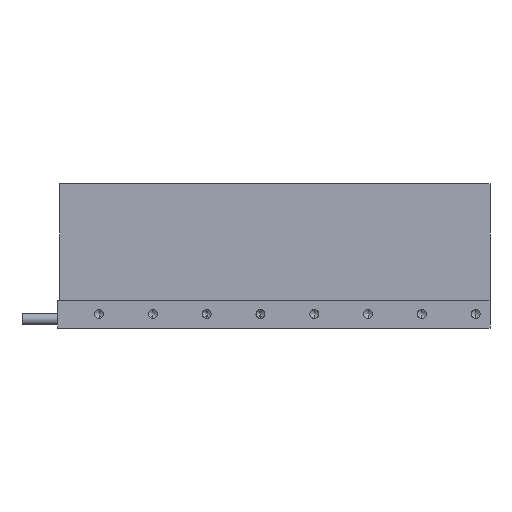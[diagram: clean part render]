
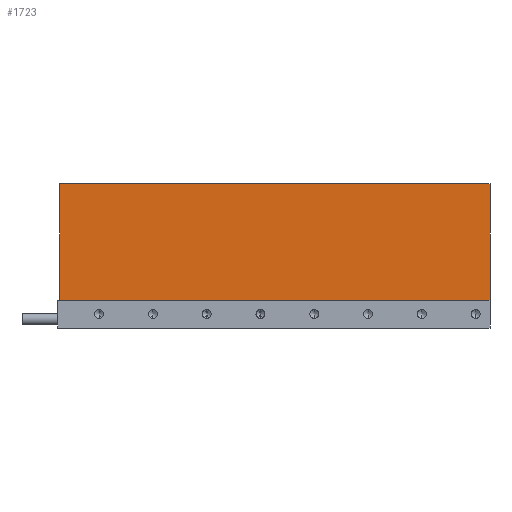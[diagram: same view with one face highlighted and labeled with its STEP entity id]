
A CAD part, front view. The second image highlights one B-rep face of the part: STEP entity #1723.
In plain terms, the highlighted planar face has unit normal (0, -1, 0).
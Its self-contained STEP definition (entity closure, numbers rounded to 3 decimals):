
#34 = FACE_OUTER_BOUND ( 'NONE', #2834, .T. ) ;
#104 = DIRECTION ( 'NONE',  ( 0., 0., -1. ) ) ;
#378 = EDGE_CURVE ( 'NONE', #765, #3422, #791, .T. ) ;
#552 = DIRECTION ( 'NONE',  ( 1., 0., 0. ) ) ;
#622 = CARTESIAN_POINT ( 'NONE',  ( 241., 15.5, 80.4 ) ) ;
#672 = CARTESIAN_POINT ( 'NONE',  ( 241., 15.5, 80.4 ) ) ;
#712 = EDGE_CURVE ( 'NONE', #3329, #2538, #725, .T. ) ;
#725 = LINE ( 'NONE', #1326, #2142 ) ;
#765 = VERTEX_POINT ( 'NONE', #3538 ) ;
#791 = LINE ( 'NONE', #1984, #1710 ) ;
#927 = DIRECTION ( 'NONE',  ( 0., 1., 0. ) ) ;
#951 = EDGE_CURVE ( 'NONE', #3422, #2538, #3355, .T. ) ;
#1326 = CARTESIAN_POINT ( 'NONE',  ( 241., 15.5, 15.6 ) ) ;
#1359 = CARTESIAN_POINT ( 'NONE',  ( 241., 15.5, 80.4 ) ) ;
#1485 = CARTESIAN_POINT ( 'NONE',  ( 241., 15.5, 15.6 ) ) ;
#1523 = PLANE ( 'NONE',  #2032 ) ;
#1710 = VECTOR ( 'NONE', #552, 1000. ) ;
#1723 = ADVANCED_FACE ( 'NONE', ( #34 ), #1523, .F. ) ;
#1825 = CARTESIAN_POINT ( 'NONE',  ( 1., 15.5, 15.6 ) ) ;
#1984 = CARTESIAN_POINT ( 'NONE',  ( 241., 15.5, 80.4 ) ) ;
#2032 = AXIS2_PLACEMENT_3D ( 'NONE', #672, #927, #2949 ) ;
#2142 = VECTOR ( 'NONE', #3710, 1000. ) ;
#2336 = VECTOR ( 'NONE', #2643, 1000. ) ;
#2366 = EDGE_CURVE ( 'NONE', #765, #3329, #2897, .T. ) ;
#2538 = VERTEX_POINT ( 'NONE', #1485 ) ;
#2643 = DIRECTION ( 'NONE',  ( 0., 0., -1. ) ) ;
#2655 = ORIENTED_EDGE ( 'NONE', *, *, #712, .T. ) ;
#2834 = EDGE_LOOP ( 'NONE', ( #2655, #3447, #3692, #2870 ) ) ;
#2870 = ORIENTED_EDGE ( 'NONE', *, *, #2366, .T. ) ;
#2897 = LINE ( 'NONE', #3813, #2336 ) ;
#2949 = DIRECTION ( 'NONE',  ( -1., 0., 0. ) ) ;
#3200 = VECTOR ( 'NONE', #104, 1000. ) ;
#3329 = VERTEX_POINT ( 'NONE', #1825 ) ;
#3355 = LINE ( 'NONE', #622, #3200 ) ;
#3422 = VERTEX_POINT ( 'NONE', #1359 ) ;
#3447 = ORIENTED_EDGE ( 'NONE', *, *, #951, .F. ) ;
#3538 = CARTESIAN_POINT ( 'NONE',  ( 1., 15.5, 80.4 ) ) ;
#3692 = ORIENTED_EDGE ( 'NONE', *, *, #378, .F. ) ;
#3710 = DIRECTION ( 'NONE',  ( 1., 0., 0. ) ) ;
#3813 = CARTESIAN_POINT ( 'NONE',  ( 1., 15.5, 80.4 ) ) ;
